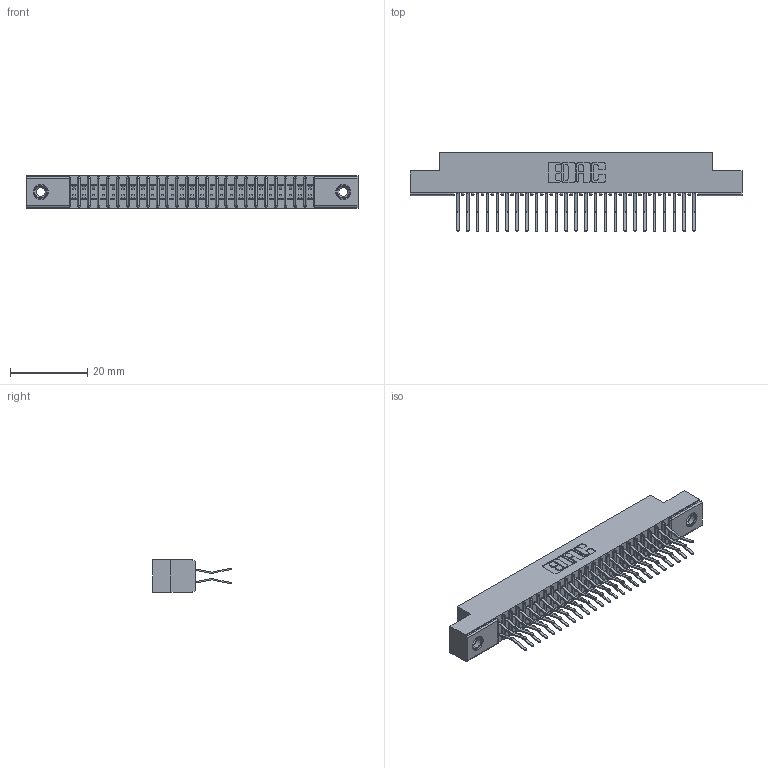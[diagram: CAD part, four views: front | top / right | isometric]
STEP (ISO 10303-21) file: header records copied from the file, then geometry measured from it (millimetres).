
FILE_DESCRIPTION (( 'STEP AP203' ), '1' );
FILE_NAME ('341-050-560-208.STEP', '2018-08-07T12:45:13', ( '' ), ( '' ), 'SwSTEP 2.0', 'SolidWorks 2016', '' );
FILE_SCHEMA (( 'CONFIG_CONTROL_DESIGN' ));
Length unit declared in the file: inch
Products named in the file (4): 341 Part_.156 (3.96) Dia Mounting Holes; 341-292-001_341-292-160; 345-250-001_345-250-003-102; 341-050-560-208
Assembly tree (53 placements, depth 2):
  341-050-560-208
    341 Part_.156 (3.96) Dia Mounting Holes
    341-292-001_341-292-160  x50
    345-250-001_345-250-003-102  x2
Bounding box: 85.72 x 20.37 x 8.38 mm (x, y, z)
Volume: 4915.4 mm3; surface area: 10797.7 mm2
Topology: 53 solids, 53 shells, 3676 faces, 10627 edges, 6890 vertices
Faces by surface type: plane 2100, cylinder 1460, sphere 52, torus 52, cone 12
Entity records: 33845 total; most frequent: CARTESIAN_POINT 5610, ORIENTED_EDGE 5566, DIRECTION 5471, EDGE_CURVE 2783, LINE 2221, VECTOR 2221, VERTEX_POINT 1764, AXIS2_PLACEMENT_3D 1625
